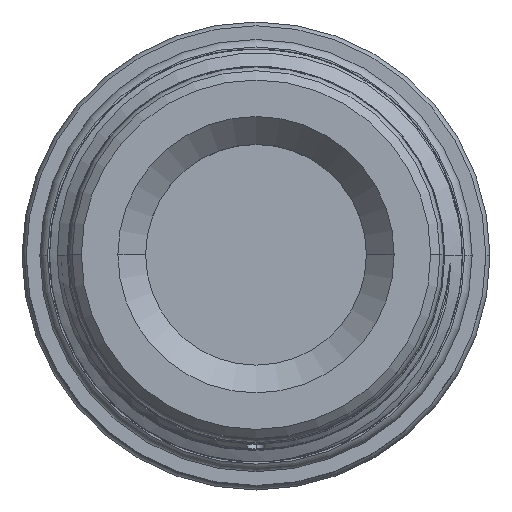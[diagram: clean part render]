
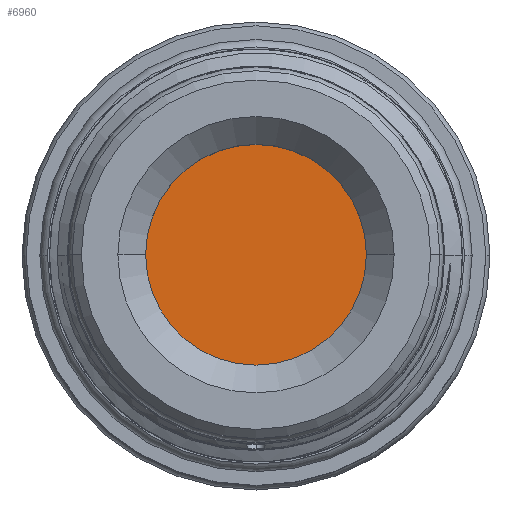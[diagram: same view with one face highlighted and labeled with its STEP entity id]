
A CAD part, top view. The second image highlights one B-rep face of the part: STEP entity #6960.
In plain terms, the highlighted planar face has unit normal (0, 0, 1).
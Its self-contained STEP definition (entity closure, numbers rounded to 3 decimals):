
#37 = DIRECTION ( 'NONE',  ( -1., 0., 0. ) ) ;
#42 = DIRECTION ( 'NONE',  ( 0., 0., -1. ) ) ;
#52 = PLANE ( 'NONE',  #3450 ) ;
#57 = CARTESIAN_POINT ( 'NONE',  ( 0., 0., 18.733 ) ) ;
#1296 = CARTESIAN_POINT ( 'NONE',  ( 9.525, 0., 18.733 ) ) ;
#1308 = CARTESIAN_POINT ( 'NONE',  ( -9.525, 0., 18.733 ) ) ;
#2550 = CARTESIAN_POINT ( 'NONE',  ( 0., 0., 18.733 ) ) ;
#2556 = DIRECTION ( 'NONE',  ( 0., 0., -1. ) ) ;
#2613 = DIRECTION ( 'NONE',  ( -1., 0., 0. ) ) ;
#2745 = EDGE_LOOP ( 'NONE', ( #6084, #6083 ) ) ;
#3104 = CARTESIAN_POINT ( 'NONE',  ( 0., 0., 18.733 ) ) ;
#3114 = DIRECTION ( 'NONE',  ( -1., 0., 0. ) ) ;
#3120 = DIRECTION ( 'NONE',  ( 0., 0., -1. ) ) ;
#3450 = AXIS2_PLACEMENT_3D ( 'NONE', #57, #42, #37 ) ;
#4651 = EDGE_CURVE ( 'NONE', #6901, #6889, #5794, .T. ) ;
#4673 = EDGE_CURVE ( 'NONE', #6889, #6901, #5778, .T. ) ;
#4731 = AXIS2_PLACEMENT_3D ( 'NONE', #2550, #2556, #2613 ) ;
#4749 = AXIS2_PLACEMENT_3D ( 'NONE', #3104, #3120, #3114 ) ;
#5471 = FACE_OUTER_BOUND ( 'NONE', #2745, .T. ) ;
#5778 = CIRCLE ( 'NONE', #4749, 9.525 ) ;
#5794 = CIRCLE ( 'NONE', #4731, 9.525 ) ;
#6083 = ORIENTED_EDGE ( 'NONE', *, *, #4673, .F. ) ;
#6084 = ORIENTED_EDGE ( 'NONE', *, *, #4651, .F. ) ;
#6889 = VERTEX_POINT ( 'NONE', #1308 ) ;
#6901 = VERTEX_POINT ( 'NONE', #1296 ) ;
#6960 = ADVANCED_FACE ( 'NONE', ( #5471 ), #52, .F. ) ;
